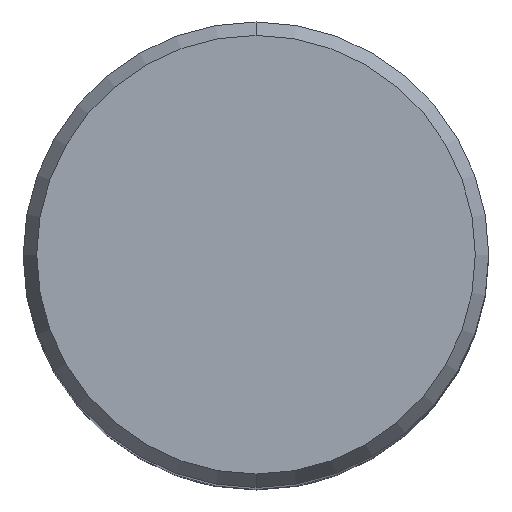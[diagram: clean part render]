
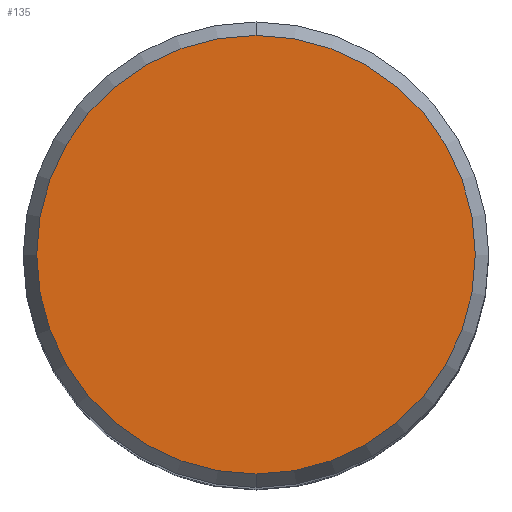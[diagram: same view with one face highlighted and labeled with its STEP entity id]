
A CAD part, top view. The second image highlights one B-rep face of the part: STEP entity #135.
In plain terms, the highlighted planar face has unit normal (0, 0, 1).
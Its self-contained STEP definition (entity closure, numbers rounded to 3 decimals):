
#81=EDGE_CURVE('',#101,#109,#181,.T.);
#101=VERTEX_POINT('',#204);
#109=VERTEX_POINT('',#214);
#123=EDGE_CURVE('',#109,#101,#229,.T.);
#135=ADVANCED_FACE('',(#243),#244,.T.);
#181=CIRCLE('',#287,14.958);
#204=CARTESIAN_POINT('',(0.,-14.958,0.01));
#214=CARTESIAN_POINT('',(0.0,14.958,0.01));
#229=CIRCLE('',#346,14.958);
#243=FACE_OUTER_BOUND('',#361,.T.);
#244=PLANE('',#362);
#287=AXIS2_PLACEMENT_3D('',#401,#402,#403);
#346=AXIS2_PLACEMENT_3D('',#463,#464,#465);
#361=EDGE_LOOP('',(#485,#486));
#362=AXIS2_PLACEMENT_3D('',#487,#488,#489);
#401=CARTESIAN_POINT('',(0.0,0.0,0.01));
#402=DIRECTION('',(0.0,0.0,-1.0));
#403=DIRECTION('',(0.0,1.0,0.0));
#463=CARTESIAN_POINT('',(0.0,0.0,0.01));
#464=DIRECTION('',(0.0,0.0,-1.0));
#465=DIRECTION('',(0.0,1.0,0.0));
#485=ORIENTED_EDGE('',*,*,#123,.F.);
#486=ORIENTED_EDGE('',*,*,#81,.F.);
#487=CARTESIAN_POINT('',(0.0,7.479,0.01));
#488=DIRECTION('',(-0.0,0.0,1.0));
#489=DIRECTION('',(0.0,-1.0,0.0));
